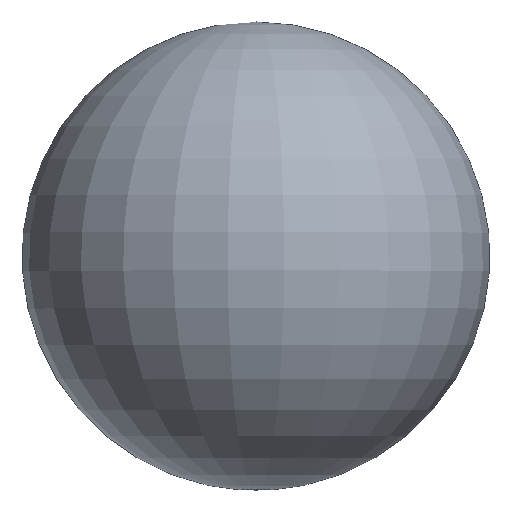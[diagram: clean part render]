
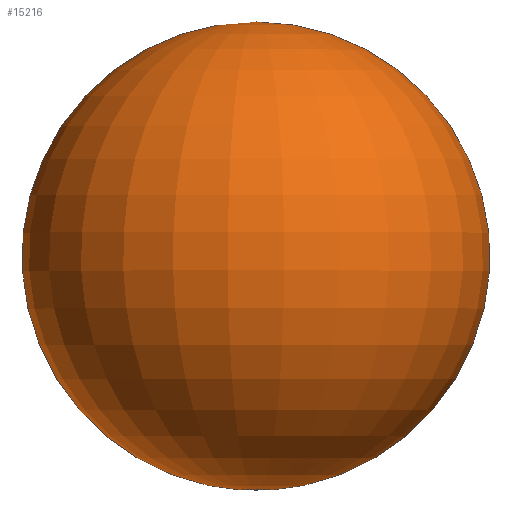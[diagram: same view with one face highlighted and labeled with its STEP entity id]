
A CAD part, top view. The second image highlights one B-rep face of the part: STEP entity #15216.
In plain terms, the highlighted toroidal (fillet/blend) face has major radius 0.211 mm and minor radius 190.346 mm.
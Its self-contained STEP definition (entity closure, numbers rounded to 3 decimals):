
#20=VERTEX_LOOP('',#10277);
#21=DEGENERATE_TOROIDAL_SURFACE('',#16305,0.211,190.346,
 .T.);
#3453=ORIENTED_EDGE('',*,*,#7985,.T.);
#7985=EDGE_CURVE('',#10276,#10276,#11677,.F.);
#10276=VERTEX_POINT('',#23598);
#10277=VERTEX_POINT('',#23599);
#11677=CIRCLE('',#16306,13.535);
#12706=EDGE_LOOP('',(#3453));
#13865=FACE_BOUND('',#12706,.T.);
#13866=FACE_BOUND('',#20,.T.);
#15216=ADVANCED_FACE('',(#13865,#13866),#21,.T.);
#16305=AXIS2_PLACEMENT_3D('',#23596,#18230,#18231);
#16306=AXIS2_PLACEMENT_3D('',#23597,#18232,#18233);
#18230=DIRECTION('',(-1.,0.,0.));
#18231=DIRECTION('',(0.,0.,1.));
#18232=DIRECTION('',(-1.,0.,0.));
#18233=DIRECTION('',(0.,0.,1.));
#23596=CARTESIAN_POINT('',(-50.346,0.,0.));
#23597=CARTESIAN_POINT('',(139.533,0.,0.));
#23598=CARTESIAN_POINT('',(139.533,0.,13.535));
#23599=CARTESIAN_POINT('',(140.,0.,0.));
